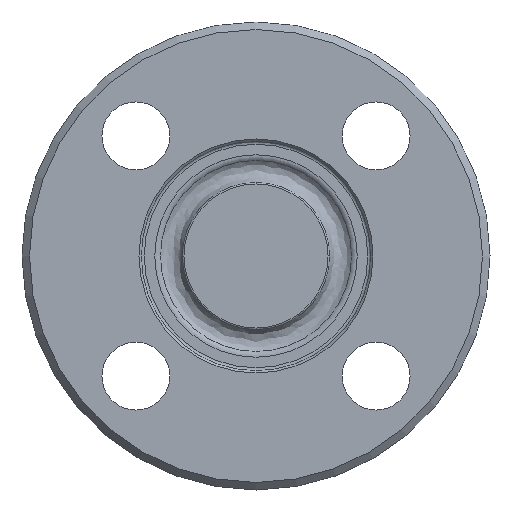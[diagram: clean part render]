
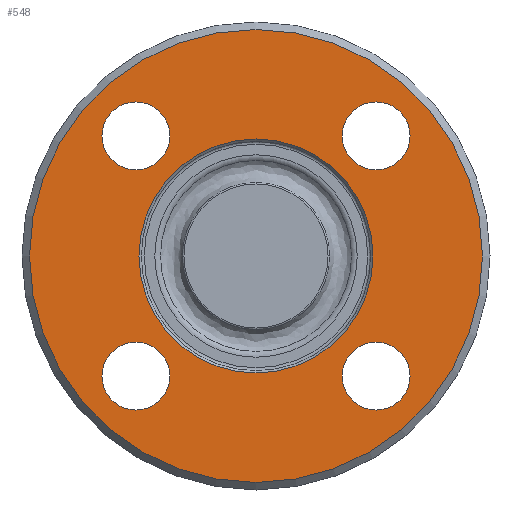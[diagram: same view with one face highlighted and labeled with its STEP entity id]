
A CAD part, left-side view. The second image highlights one B-rep face of the part: STEP entity #548.
In plain terms, the highlighted planar face has unit normal (-1, 0, 0).
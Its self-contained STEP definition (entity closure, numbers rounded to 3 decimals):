
#105=CARTESIAN_POINT('',(-10.,20.41,-15.91));
#106=VERTEX_POINT('',#105);
#107=CARTESIAN_POINT('',(-10.0,15.91,-15.91));
#108=DIRECTION('',(1.0,0.0,0.0));
#109=DIRECTION('',(0.0,1.0,0.0));
#110=AXIS2_PLACEMENT_3D('',#107,#108,#109);
#111=CIRCLE('',#110,4.5);
#112=EDGE_CURVE('',#106,#106,#111,.T.);
#154=CARTESIAN_POINT('',(-10.,-15.91,-20.41));
#155=VERTEX_POINT('',#154);
#156=CARTESIAN_POINT('',(-10.0,-15.91,-15.91));
#157=DIRECTION('',(1.0,0.0,0.0));
#158=DIRECTION('',(0.0,0.0,-1.0));
#159=AXIS2_PLACEMENT_3D('',#156,#157,#158);
#160=CIRCLE('',#159,4.5);
#161=EDGE_CURVE('',#155,#155,#160,.T.);
#203=CARTESIAN_POINT('',(-10.,-20.41,15.91));
#204=VERTEX_POINT('',#203);
#205=CARTESIAN_POINT('',(-10.0,-15.91,15.91));
#206=DIRECTION('',(1.0,0.0,0.0));
#207=DIRECTION('',(0.0,-1.0,0.0));
#208=AXIS2_PLACEMENT_3D('',#205,#206,#207);
#209=CIRCLE('',#208,4.5);
#210=EDGE_CURVE('',#204,#204,#209,.T.);
#252=CARTESIAN_POINT('',(-10.,15.91,20.41));
#253=VERTEX_POINT('',#252);
#254=CARTESIAN_POINT('',(-10.0,15.91,15.91));
#255=DIRECTION('',(1.0,0.0,0.0));
#256=DIRECTION('',(0.0,0.0,1.0));
#257=AXIS2_PLACEMENT_3D('',#254,#255,#256);
#258=CIRCLE('',#257,4.5);
#259=EDGE_CURVE('',#253,#253,#258,.T.);
#502=CARTESIAN_POINT('',(-10.,15.5,0.0));
#503=VERTEX_POINT('',#502);
#504=CARTESIAN_POINT('',(-10.,0.,0.0));
#505=DIRECTION('',(1.0,0.0,0.0));
#506=DIRECTION('',(0.0,1.0,0.0));
#507=AXIS2_PLACEMENT_3D('',#504,#505,#506);
#508=CIRCLE('',#507,15.5);
#509=EDGE_CURVE('',#503,#503,#508,.T.);
#517=CARTESIAN_POINT('',(-10.0,22.75,0.0));
#518=DIRECTION('',(-1.0,0.0,0.0));
#519=DIRECTION('',(0.0,0.0,1.0));
#520=AXIS2_PLACEMENT_3D('',#517,#518,#519);
#521=PLANE('',#520);
#522=CARTESIAN_POINT('',(-10.,30.,0.0));
#523=VERTEX_POINT('',#522);
#524=CARTESIAN_POINT('',(-10.,0.,0.0));
#525=DIRECTION('',(1.0,0.0,0.0));
#526=DIRECTION('',(0.0,1.0,0.0));
#527=AXIS2_PLACEMENT_3D('',#524,#525,#526);
#528=CIRCLE('',#527,30.);
#529=EDGE_CURVE('',#523,#523,#528,.T.);
#530=ORIENTED_EDGE('',*,*,#529,.F.);
#531=EDGE_LOOP('',(#530));
#532=FACE_OUTER_BOUND('',#531,.T.);
#533=ORIENTED_EDGE('',*,*,#112,.T.);
#534=EDGE_LOOP('',(#533));
#535=FACE_BOUND('',#534,.T.);
#536=ORIENTED_EDGE('',*,*,#161,.T.);
#537=EDGE_LOOP('',(#536));
#538=FACE_BOUND('',#537,.T.);
#539=ORIENTED_EDGE('',*,*,#210,.T.);
#540=EDGE_LOOP('',(#539));
#541=FACE_BOUND('',#540,.T.);
#542=ORIENTED_EDGE('',*,*,#259,.T.);
#543=EDGE_LOOP('',(#542));
#544=FACE_BOUND('',#543,.T.);
#545=ORIENTED_EDGE('',*,*,#509,.T.);
#546=EDGE_LOOP('',(#545));
#547=FACE_BOUND('',#546,.T.);
#548=ADVANCED_FACE('',(#532,#535,#538,#541,#544,#547),#521,.T.);
